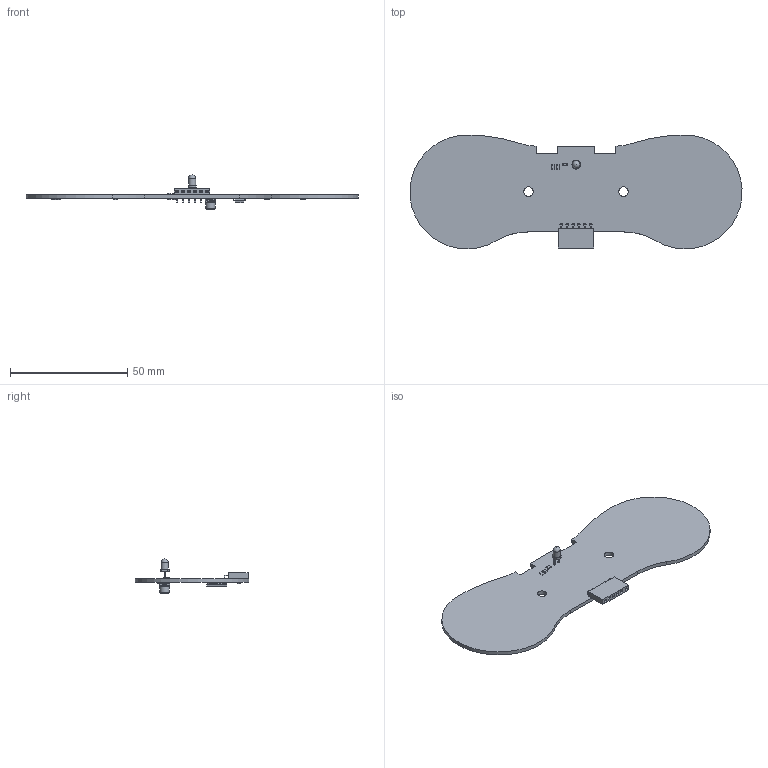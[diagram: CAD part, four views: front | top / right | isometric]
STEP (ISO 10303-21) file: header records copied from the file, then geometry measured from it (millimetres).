
FILE_DESCRIPTION(('KiCad electronic assembly'),'2;1');
FILE_NAME('RetroPad.step','2020-04-07T00:47:29',('An Author'),( 'A Company'),'Open CASCADE STEP processor 6.9', 'KiCad to STEP converter','Unknown');
FILE_SCHEMA(('AUTOMOTIVE_DESIGN { 1 0 10303 214 1 1 1 1 }'));
Length unit declared in the file: millimetre
Products named in the file (12): Open CASCADE STEP translator 6.9 1; CP_Elec_4x4.5; SOLID; LED_D3.0mm; PinSocket_1x06_P2.54mm_Horizontal; R_0805_2012Metric; SOIC-14_3.9x8.7mm_P1.27mm; COMPOUND
Assembly tree (21 placements, depth 3):
  Open CASCADE STEP translator 6.9 1
    CP_Elec_4x4.5
      SOLID
    LED_D3.0mm
      SOLID
    PinSocket_1x06_P2.54mm_Horizontal
      SOLID
    R_0805_2012Metric  x11
      SOLID
    SOIC-14_3.9x8.7mm_P1.27mm
      SOLID
    COMPOUND
Bounding box: 141.45 x 48.54 x 14.5 mm (x, y, z)
Volume: 9308.5 mm3; surface area: 12657.4 mm2
Topology: 16 solids, 16 shells, 837 faces, 2191 edges, 1407 vertices
Faces by surface type: plane 604, cylinder 187, bspline 40, torus 4, revolution 1, sphere 1
Full cylindrical faces by diameter (mm): 0.6 x1, 0.9 x2, 1 x6, 3 x1, 4 x4
Entity records: 41827 total; most frequent: CARTESIAN_POINT 7296, DIRECTION 5660, LINE 3962, VECTOR 3962, ORIENTED_EDGE 3024, PCURVE 3024, DEFINITIONAL_REPRESENTATION 3024, EDGE_CURVE 1512
